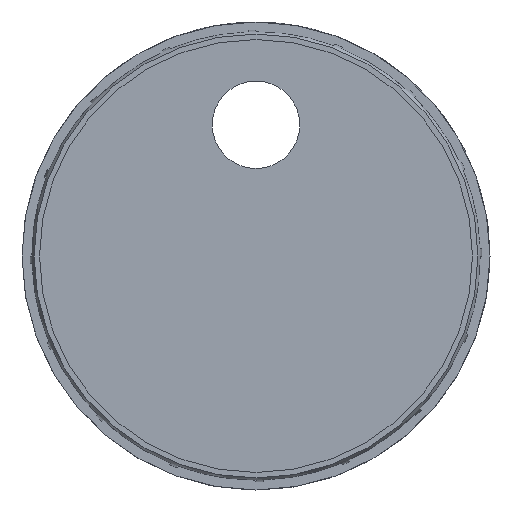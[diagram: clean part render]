
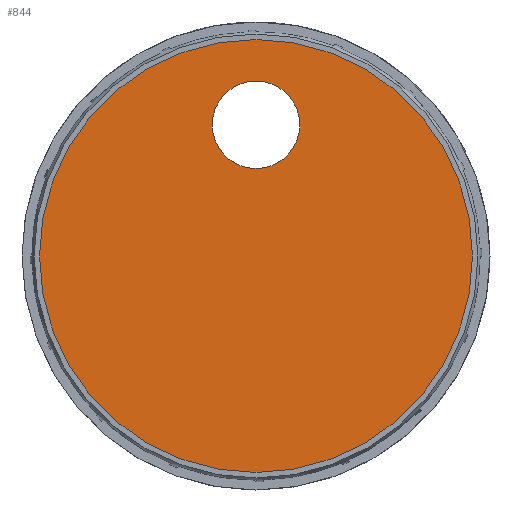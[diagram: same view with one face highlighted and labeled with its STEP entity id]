
A CAD part, front view. The second image highlights one B-rep face of the part: STEP entity #844.
In plain terms, the highlighted planar face has unit normal (0, -1, 0).
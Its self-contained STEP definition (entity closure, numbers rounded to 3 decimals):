
#18=FACE_BOUND('',#157,.T.);
#58=PLANE('',#974);
#107=FACE_OUTER_BOUND('',#156,.T.);
#156=EDGE_LOOP('',(#782));
#157=EDGE_LOOP('',(#783));
#250=CIRCLE('',#851,10.);
#327=CIRCLE('',#972,49.5);
#329=VERTEX_POINT('',#1283);
#411=VERTEX_POINT('',#1545);
#414=EDGE_CURVE('',#329,#329,#250,.T.);
#538=EDGE_CURVE('',#411,#411,#327,.T.);
#782=ORIENTED_EDGE('',*,*,#538,.T.);
#783=ORIENTED_EDGE('',*,*,#414,.T.);
#844=ADVANCED_FACE('',(#107,#18),#58,.T.);
#851=AXIS2_PLACEMENT_3D('',#1285,#984,#985);
#972=AXIS2_PLACEMENT_3D('',#1547,#1269,#1270);
#974=AXIS2_PLACEMENT_3D('',#1549,#1273,#1274);
#984=DIRECTION('center_axis',(0.,1.,0.));
#985=DIRECTION('ref_axis',(-1.,0.,0.));
#1269=DIRECTION('center_axis',(0.,-1.,0.));
#1270=DIRECTION('ref_axis',(0.,0.,-1.));
#1273=DIRECTION('center_axis',(0.,-1.,0.));
#1274=DIRECTION('ref_axis',(1.,0.,0.));
#1283=CARTESIAN_POINT('',(10.,10.,30.));
#1285=CARTESIAN_POINT('Origin',(0.,10.,30.));
#1545=CARTESIAN_POINT('',(0.,10.,49.5));
#1547=CARTESIAN_POINT('Origin',(0.,10.,0.));
#1549=CARTESIAN_POINT('Origin',(0.,10.,0.));
